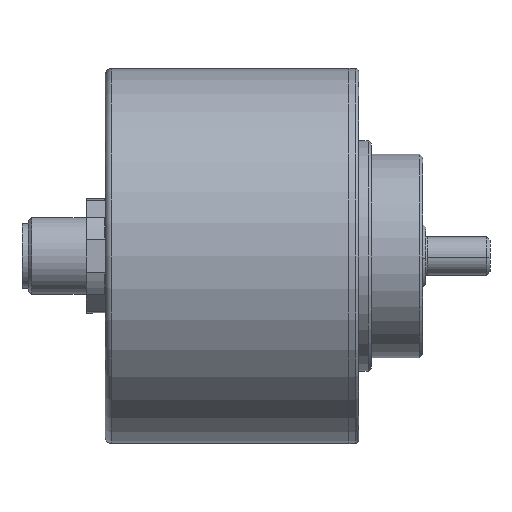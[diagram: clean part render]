
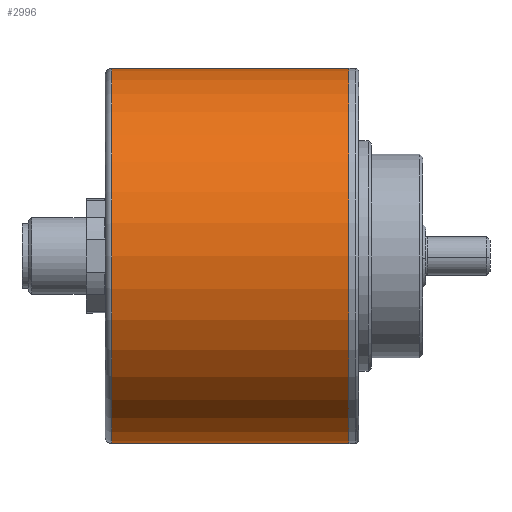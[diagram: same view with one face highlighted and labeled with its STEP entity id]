
A CAD part, left-side view. The second image highlights one B-rep face of the part: STEP entity #2996.
In plain terms, the highlighted cylindrical face has radius 29.25 mm (diameter 58.5 mm), a partial arc.
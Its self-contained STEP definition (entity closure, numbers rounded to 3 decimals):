
#10 = CARTESIAN_POINT ( 'NONE',  ( 0., 43.462, 29.25 ) ) ;
#235 = EDGE_LOOP ( 'NONE', ( #2242, #1885, #2292, #533 ) ) ;
#247 = VERTEX_POINT ( 'NONE', #1873 ) ;
#259 = EDGE_CURVE ( 'NONE', #3079, #247, #1850, .T. ) ;
#293 = DIRECTION ( 'NONE',  ( 0., 0., 1. ) ) ;
#328 = VECTOR ( 'NONE', #2191, 1000. ) ;
#355 = CARTESIAN_POINT ( 'NONE',  ( 0., 43.462, 0. ) ) ;
#533 = ORIENTED_EDGE ( 'NONE', *, *, #3878, .T. ) ;
#617 = DIRECTION ( 'NONE',  ( 0., 0., -1. ) ) ;
#828 = AXIS2_PLACEMENT_3D ( 'NONE', #3657, #866, #2124 ) ;
#866 = DIRECTION ( 'NONE',  ( 0., 1., 0. ) ) ;
#1128 = AXIS2_PLACEMENT_3D ( 'NONE', #2157, #3406, #617 ) ;
#1250 = VERTEX_POINT ( 'NONE', #2780 ) ;
#1385 = CIRCLE ( 'NONE', #1128, 29.25 ) ;
#1554 = FACE_OUTER_BOUND ( 'NONE', #235, .T. ) ;
#1810 = VERTEX_POINT ( 'NONE', #2072 ) ;
#1833 = CARTESIAN_POINT ( 'NONE',  ( 0., 3.5, 29.25 ) ) ;
#1850 = LINE ( 'NONE', #10, #3505 ) ;
#1873 = CARTESIAN_POINT ( 'NONE',  ( 0., 40.5, 29.25 ) ) ;
#1885 = ORIENTED_EDGE ( 'NONE', *, *, #1995, .T. ) ;
#1896 = DIRECTION ( 'NONE',  ( 0., 1., 0. ) ) ;
#1995 = EDGE_CURVE ( 'NONE', #1250, #3079, #3312, .T. ) ;
#2072 = CARTESIAN_POINT ( 'NONE',  ( 0., 40.5, -29.25 ) ) ;
#2124 = DIRECTION ( 'NONE',  ( 0., 0., 1. ) ) ;
#2157 = CARTESIAN_POINT ( 'NONE',  ( 0., 40.5, 0. ) ) ;
#2191 = DIRECTION ( 'NONE',  ( 0., 1., 0. ) ) ;
#2242 = ORIENTED_EDGE ( 'NONE', *, *, #2397, .F. ) ;
#2292 = ORIENTED_EDGE ( 'NONE', *, *, #259, .T. ) ;
#2397 = EDGE_CURVE ( 'NONE', #1250, #1810, #3744, .T. ) ;
#2620 = AXIS2_PLACEMENT_3D ( 'NONE', #355, #3474, #293 ) ;
#2780 = CARTESIAN_POINT ( 'NONE',  ( 0., 3.5, -29.25 ) ) ;
#2996 = ADVANCED_FACE ( 'NONE', ( #1554 ), #3710, .T. ) ;
#3079 = VERTEX_POINT ( 'NONE', #1833 ) ;
#3312 = CIRCLE ( 'NONE', #828, 29.25 ) ;
#3406 = DIRECTION ( 'NONE',  ( 0., -1., 0. ) ) ;
#3474 = DIRECTION ( 'NONE',  ( 0., 1., 0. ) ) ;
#3505 = VECTOR ( 'NONE', #1896, 1000. ) ;
#3657 = CARTESIAN_POINT ( 'NONE',  ( 0., 3.5, 0. ) ) ;
#3710 = CYLINDRICAL_SURFACE ( 'NONE', #2620, 29.25 ) ;
#3744 = LINE ( 'NONE', #3995, #328 ) ;
#3878 = EDGE_CURVE ( 'NONE', #247, #1810, #1385, .T. ) ;
#3995 = CARTESIAN_POINT ( 'NONE',  ( 0., 43.462, -29.25 ) ) ;
